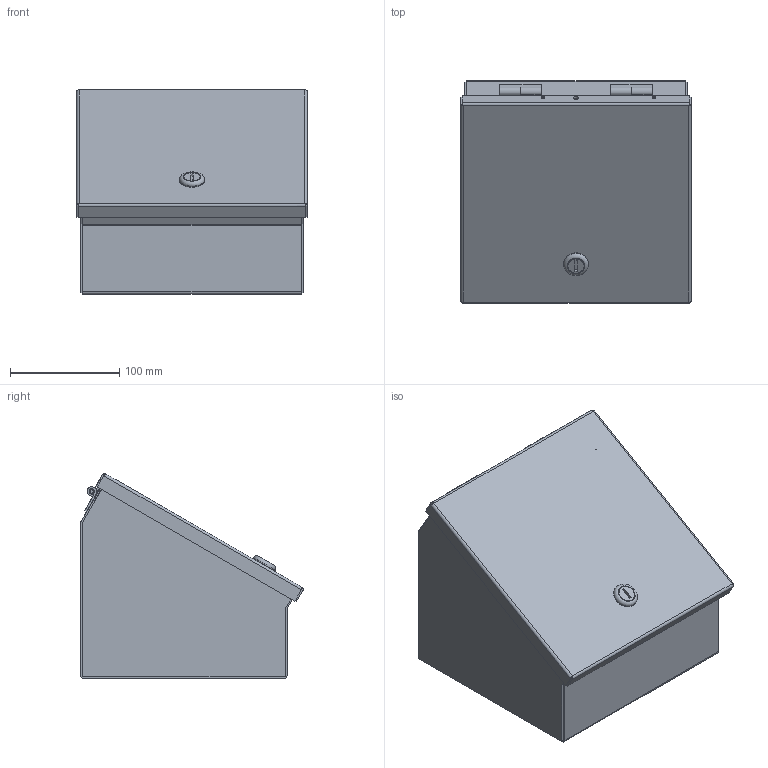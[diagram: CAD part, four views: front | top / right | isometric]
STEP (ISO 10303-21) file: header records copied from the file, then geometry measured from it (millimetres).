
FILE_DESCRIPTION( ( 'Unknown' ), '1' );
FILE_NAME( 'COTS080807.stp', 'Unknown', ( 'Unknown' ), ( 'Unknown' ), 'PSStep 16.0.42', 'Unknown', ' ' );
FILE_SCHEMA( ( 'AUTOMOTIVE_DESIGN { 1 0 10303 214 1 1 1 1 }' ) );
Length unit declared in the file: millimetre
Products named in the file (25): LOCK AVEC TOURNEVIS TYPE 4-12 SANS CAME-oa8; HOSING-oa0; INSERT POUR TOURNEVIS-oa1; NOIX DE FIXATION-oa2; Oring-oa3; Oring-oa4; SEAL BLANC-oa5; STOPPER DESSOUS-oa6; VIS DE RETENUE DE LA CAME-oa7; A16KS; CAME S; COTS080807_16GA_COUVERCLE; Penture S Inox - Matritech - GAUCHE_porte; 10-32 x 0.500 AC_CD 201-008-772; COTS080807C_16GA; COTS080807_GASKET; COTS080807_16GA_BOITIER; Penture S Inox - Matritech - GAUCHE_boitier; 0.250-20 x 0.500.AC_CKL 118-504-112; COTS080807B_16GA; COTS08xx07ER_16GA; COTS08xx07EL_16GA; Assem1; COTS080807BP-E_14GA; COTS080807BP-D_14GA
Assembly tree (34 placements, depth 5):
  Assem1
    COTS080807BP-E_14GA
    COTS080807BP-D_14GA
    COTS080807_16GA_BOITIER
      Penture S Inox - Matritech - GAUCHE_boitier  x2
      0.250-20 x 0.500.AC_CKL 118-504-112  x8
      10-32 x 0.500 AC_CD 201-008-772
      COTS080807B_16GA
      COTS08xx07ER_16GA
      COTS08xx07EL_16GA
    COTS080807_16GA_COUVERCLE
      Penture S Inox - Matritech - GAUCHE_porte  x2
      10-32 x 0.500 AC_CD 201-008-772
      COTS080807C_16GA
      COTS080807_GASKET
      A16KS
        CAME S
        LOCK AVEC TOURNEVIS TYPE 4-12 SANS CAME-oa8
          HOSING-oa0
          INSERT POUR TOURNEVIS-oa1
          NOIX DE FIXATION-oa2
          Oring-oa3
          Oring-oa4
          SEAL BLANC-oa5
          STOPPER DESSOUS-oa6
          VIS DE RETENUE DE LA CAME-oa7
Bounding box: 211.18 x 203.49 x 187.24 mm (x, y, z)
Volume: 497757.2 mm3; surface area: 553769.8 mm2
Topology: 30 solids, 30 shells, 1877 faces, 4522 edges, 2959 vertices
Faces by surface type: plane 1200, extrusion 280, cylinder 211, bspline 102, torus 45, cone 36, sphere 3
Full cylindrical faces by diameter (mm): 0.508 x2, 0.794 x8, 3.023 x10, 3.162 x6, 3.175 x16, 3.302 x8, 4.293 x1, 4.775 x2, 4.826 x2, 5.105 x1, 5.563 x8, 6.096 x2, 6.35 x8, 6.502 x2, 6.985 x1, 9.525 x8, 9.881 x1, 10.084 x1, 11.176 x1, 11.862 x1, 12.192 x1, 12.827 x1, 15.748 x1, 15.799 x1, 17.462 x1, 22.86 x1
Entity records: 104882 total; most frequent: CARTESIAN_POINT 54104, ORIENTED_EDGE 8168, DIRECTION 5537, EDGE_CURVE 4084, VERTEX_POINT 2761, B_SPLINE_CURVE_WITH_KNOTS 2256, EDGE_LOOP 2185, VECTOR 1891
